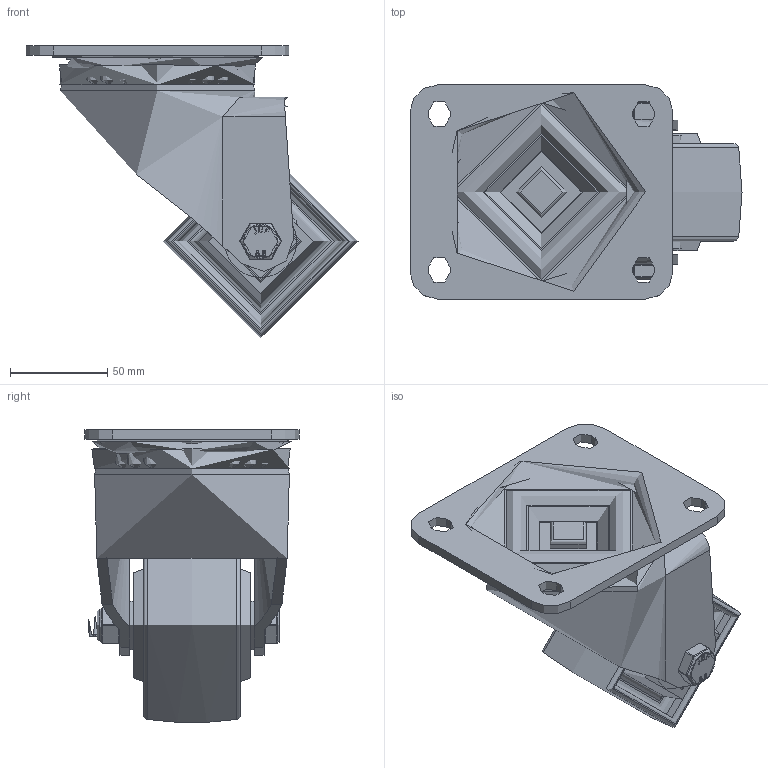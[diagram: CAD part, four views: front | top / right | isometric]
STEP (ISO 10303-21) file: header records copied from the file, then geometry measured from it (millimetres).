
FILE_DESCRIPTION(/* description */ ('','CAx-IF Rec.Pracs.---Representation and Presentation of Product Manufacturing Information (PMI)---4.0---2014-10-13'),/* implementation_level */ '2;1');
FILE_NAME(/* name */ 'V50Q100NYJP05.step',/* time_stamp */ '2025-03-04T16:29:53Z',/* author */ (''),/* organization */ (''),/* preprocessor_version */ 'ST-DEVELOPER v20',/* originating_system */ 'Autodesk Translation Framework v13.20.0.188',/* authorisation */ '');
FILE_SCHEMA (('AP242_MANAGED_MODEL_BASED_3D_ENGINEERING_MIM_LF { 1 0 10303 442 1 1 4 }'));
Products named in the file (34): V50Q100NYJP05; V50Q100ASSYP05 - 64 v1; TOP PLATE; bolt; ball bearings; FORKS; BEARING SEAL; K100NYJ20 v3; NYLON WHEEL; BEARING6004 v1; BEARING6004; METAL; MIDDLE; BALL BEARINGS_1; Component1; RUBBER; BEARING6004 v1 (1); BEARING6004 (1); METAL (1); MIDDLE (1); BALL BEARINGS (1); Component1 (1); RUBBER (1); BEARING SPACER; TH20X2X12 v1; ZINC PLATED HEADED SPACER; TH20X2X12 v1 (1); ZINC PLATED HEADED SPACER (1); HEXBOLTM12X90Z8.8 v2; GRADE 8.8 ZINC PLATED BOLT (1); NYLOCM12Z v1; NYLOC NUT; NUT; RUBBER (2)
Assembly tree (49 placements, depth 6):
  V50Q100NYJP05
    V50Q100ASSYP05 - 64 v1
      TOP PLATE
        bolt
        ball bearings
      FORKS
      BEARING SEAL
    K100NYJ20 v3
      NYLON WHEEL
      BEARING6004 v1
        BEARING6004
          METAL
          MIDDLE
          BALL BEARINGS_1
            Component1  x9
          RUBBER
      BEARING6004 v1 (1)
        BEARING6004 (1)
          METAL (1)
          MIDDLE (1)
          BALL BEARINGS (1)
            Component1 (1)  x9
          RUBBER (1)
      BEARING SPACER
    TH20X2X12 v1
      ZINC PLATED HEADED SPACER
    TH20X2X12 v1 (1)
      ZINC PLATED HEADED SPACER (1)
    HEXBOLTM12X90Z8.8 v2
      GRADE 8.8 ZINC PLATED BOLT (1)
    NYLOCM12Z v1
      NYLOC NUT
        NUT
        RUBBER (2)
Bounding box: 170.5 x 110 x 150.31 mm (x, y, z)
Volume: 544771.2 mm3; surface area: 194264.9 mm2
Topology: 61 solids, 61 shells, 1219 faces, 3071 edges, 2014 vertices
Faces by surface type: plane 446, bspline 420, cylinder 234, sphere 76, torus 33, cone 10
Full cylindrical faces by diameter (mm): 8 x18, 9.836 x16, 11.834 x16, 12 x5, 12.2 x4, 14 x2, 17.75 x1, 18.5 x1, 19.8 x2, 20 x2, 21 x1, 24 x2, 25 x11, 26 x6, 27 x8, 35 x4, 36 x4, 37 x5, 38 x10, 42 x4, 55 x2, 65 x1, 65.563 x1, 79 x1, 85 x2, 90 x1, 100 x1, 108 x1
Entity records: 47433 total; most frequent: CARTESIAN_POINT 20353, ORIENTED_EDGE 5942, DIRECTION 4267, EDGE_CURVE 2971, VERTEX_POINT 1978, AXIS2_PLACEMENT_3D 1463, EDGE_LOOP 1413, LINE 1341
